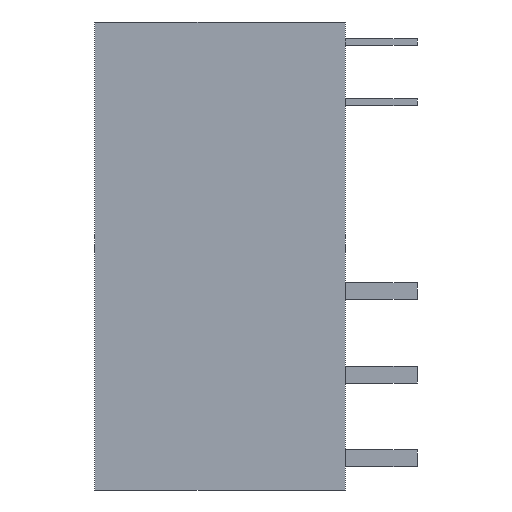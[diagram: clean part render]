
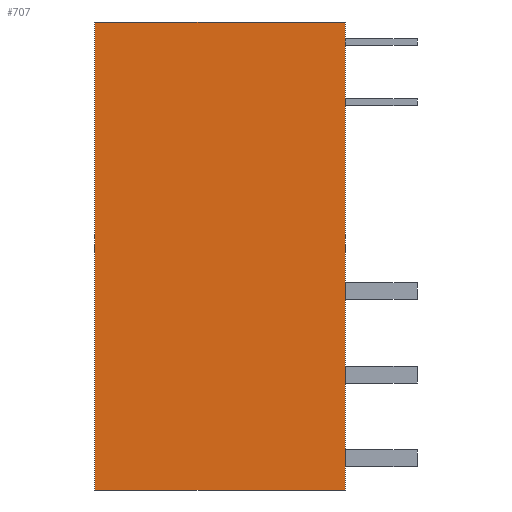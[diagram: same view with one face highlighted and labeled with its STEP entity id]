
A CAD part, left-side view. The second image highlights one B-rep face of the part: STEP entity #707.
In plain terms, the highlighted planar face has unit normal (-1, 0, 0).
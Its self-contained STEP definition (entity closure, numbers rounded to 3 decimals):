
#6 = DIRECTION ( 'NONE',  ( 0., 0., 1. ) ) ;
#10 = CARTESIAN_POINT ( 'NONE',  ( 0., 15., 0. ) ) ;
#11 = VECTOR ( 'NONE', #219, 1000. ) ;
#28 = DIRECTION ( 'NONE',  ( 0., -1., 0. ) ) ;
#41 = CARTESIAN_POINT ( 'NONE',  ( 0., 15., 0. ) ) ;
#63 = ORIENTED_EDGE ( 'NONE', *, *, #402, .F. ) ;
#149 = AXIS2_PLACEMENT_3D ( 'NONE', #610, #1123, #6 ) ;
#203 = LINE ( 'NONE', #1285, #11 ) ;
#207 = ORIENTED_EDGE ( 'NONE', *, *, #687, .F. ) ;
#219 = DIRECTION ( 'NONE',  ( 0., 0., -1. ) ) ;
#224 = ORIENTED_EDGE ( 'NONE', *, *, #975, .F. ) ;
#249 = VECTOR ( 'NONE', #425, 1000. ) ;
#317 = CARTESIAN_POINT ( 'NONE',  ( 0., 15., -28. ) ) ;
#402 = EDGE_CURVE ( 'NONE', #1212, #590, #203, .T. ) ;
#419 = EDGE_LOOP ( 'NONE', ( #980, #224, #207, #63 ) ) ;
#425 = DIRECTION ( 'NONE',  ( 0., 0., 1. ) ) ;
#429 = CARTESIAN_POINT ( 'NONE',  ( 0., 0., 0. ) ) ;
#488 = FACE_OUTER_BOUND ( 'NONE', #419, .T. ) ;
#590 = VERTEX_POINT ( 'NONE', #1092 ) ;
#601 = LINE ( 'NONE', #10, #249 ) ;
#606 = PLANE ( 'NONE',  #149 ) ;
#610 = CARTESIAN_POINT ( 'NONE',  ( 0., 0., 0. ) ) ;
#613 = DIRECTION ( 'NONE',  ( 0., 1., 0. ) ) ;
#645 = LINE ( 'NONE', #1022, #706 ) ;
#666 = VERTEX_POINT ( 'NONE', #317 ) ;
#687 = EDGE_CURVE ( 'NONE', #590, #666, #645, .T. ) ;
#706 = VECTOR ( 'NONE', #613, 1000. ) ;
#707 = ADVANCED_FACE ( 'NONE', ( #488 ), #606, .T. ) ;
#792 = VECTOR ( 'NONE', #28, 1000. ) ;
#815 = VERTEX_POINT ( 'NONE', #41 ) ;
#825 = EDGE_CURVE ( 'NONE', #815, #1212, #864, .T. ) ;
#864 = LINE ( 'NONE', #429, #792 ) ;
#967 = CARTESIAN_POINT ( 'NONE',  ( 0., 0., 0. ) ) ;
#975 = EDGE_CURVE ( 'NONE', #666, #815, #601, .T. ) ;
#980 = ORIENTED_EDGE ( 'NONE', *, *, #825, .F. ) ;
#1022 = CARTESIAN_POINT ( 'NONE',  ( 0., 0., -28. ) ) ;
#1092 = CARTESIAN_POINT ( 'NONE',  ( 0., 0., -28. ) ) ;
#1123 = DIRECTION ( 'NONE',  ( -1., 0., 0. ) ) ;
#1212 = VERTEX_POINT ( 'NONE', #967 ) ;
#1285 = CARTESIAN_POINT ( 'NONE',  ( 0., 0., 0. ) ) ;
